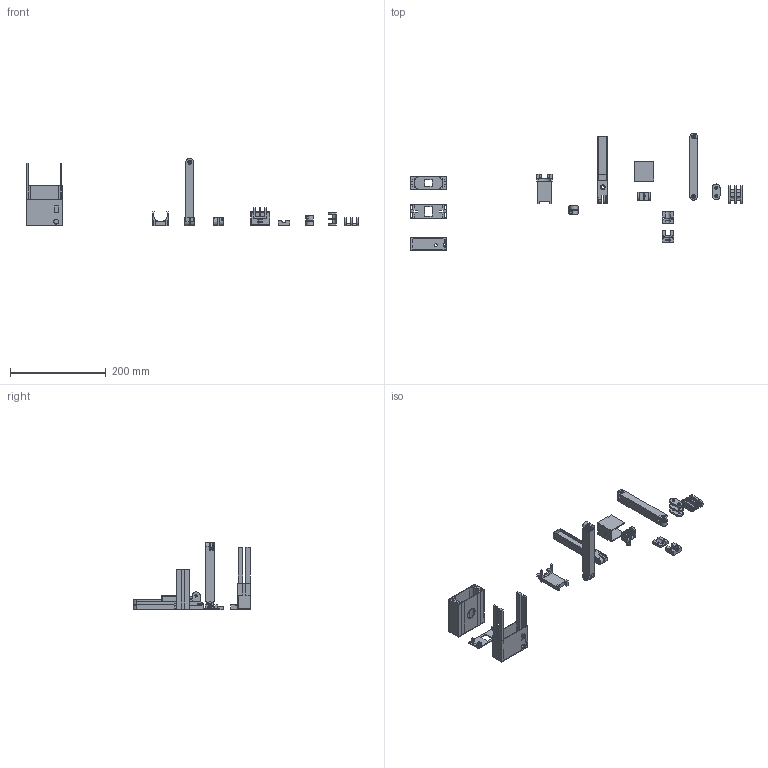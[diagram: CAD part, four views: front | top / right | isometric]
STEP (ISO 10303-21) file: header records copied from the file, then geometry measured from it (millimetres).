
FILE_DESCRIPTION(/* description */ (''),/* implementation_level */ '2;1');
FILE_NAME(/* name */ 'Table Lamp 3.0 v83.step',/* time_stamp */ '2024-10-16T09:55:43+02:00',/* author */ (''),/* organization */ (''),/* preprocessor_version */ 'ST-DEVELOPER v20',/* originating_system */ 'Autodesk Translation Framework v13.20.0.188',/* authorisation */ '');
FILE_SCHEMA (('AUTOMOTIVE_DESIGN { 1 0 10303 214 3 1 1 }'));
Length unit declared in the file: millimetre
Products named in the file (1): Table Lamp 3.0
Bounding box: 693.28 x 246.24 x 140 mm (x, y, z)
Volume: 236970.3 mm3; surface area: 160867.8 mm2
Topology: 13 solids, 13 shells, 554 faces, 1504 edges, 990 vertices
Faces by surface type: plane 447, cylinder 107
Full cylindrical faces by diameter (mm): 2.8 x2, 3.2 x17, 4 x10, 5 x1, 5.9 x4, 6 x3, 6.5 x3, 8 x9, 8.2 x8, 10 x3, 10.1 x2, 16 x2, 22 x1
Entity records: 17542 total; most frequent: CARTESIAN_POINT 3051, ORIENTED_EDGE 3008, DIRECTION 2887, EDGE_CURVE 1504, LINE 1229, VECTOR 1229, VERTEX_POINT 990, AXIS2_PLACEMENT_3D 829
